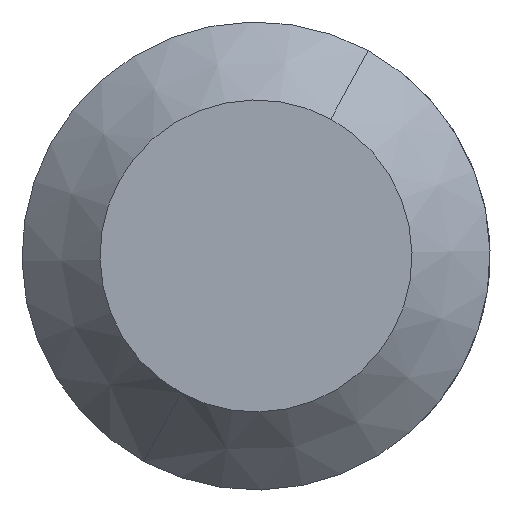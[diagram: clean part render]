
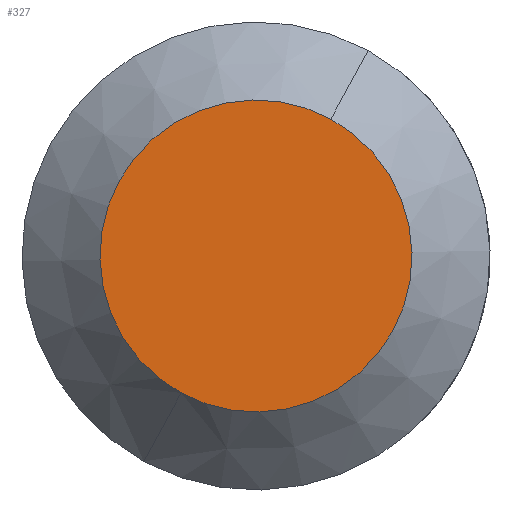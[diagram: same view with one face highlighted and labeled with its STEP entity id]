
A CAD part, front view. The second image highlights one B-rep face of the part: STEP entity #327.
In plain terms, the highlighted planar face has unit normal (0, -1, 0).
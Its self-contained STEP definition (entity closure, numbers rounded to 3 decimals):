
#274=CARTESIAN_POINT('Vertex',(-0.959,0.,-1.755)) ;
#277=CARTESIAN_POINT('Axis2P3D Location',(0.,0.,0.)) ;
#281=CARTESIAN_POINT('Vertex',(0.959,0.,1.755)) ;
#301=CARTESIAN_POINT('Axis2P3D Location',(0.,0.,0.)) ;
#318=CARTESIAN_POINT('Axis2P3D Location',(0.,0.,3.)) ;
#278=DIRECTION('Axis2P3D Direction',(0.,1.,0.)) ;
#302=DIRECTION('Axis2P3D Direction',(0.,1.,0.)) ;
#319=DIRECTION('Axis2P3D Direction',(0.,1.,0.)) ;
#320=DIRECTION('Axis2P3D XDirection',(1.,-0.,0.)) ;
#279=AXIS2_PLACEMENT_3D('Circle Axis2P3D',#277,#278,$) ;
#303=AXIS2_PLACEMENT_3D('Circle Axis2P3D',#301,#302,$) ;
#321=AXIS2_PLACEMENT_3D('Plane Axis2P3D',#318,#319,#320) ;
#324=ORIENTED_EDGE('',*,*,#305,.F.) ;
#325=ORIENTED_EDGE('',*,*,#283,.F.) ;
#327=ADVANCED_FACE('Corps principal',(#326),#322,.F.) ;
#280=CIRCLE('generated circle',#279,2.) ;
#304=CIRCLE('generated circle',#303,2.) ;
#283=EDGE_CURVE('',#275,#282,#280,.T.) ;
#305=EDGE_CURVE('',#282,#275,#304,.T.) ;
#323=EDGE_LOOP('',(#324,#325)) ;
#326=FACE_OUTER_BOUND('',#323,.T.) ;
#322=PLANE('',#321) ;
#275=VERTEX_POINT('',#274) ;
#282=VERTEX_POINT('',#281) ;
